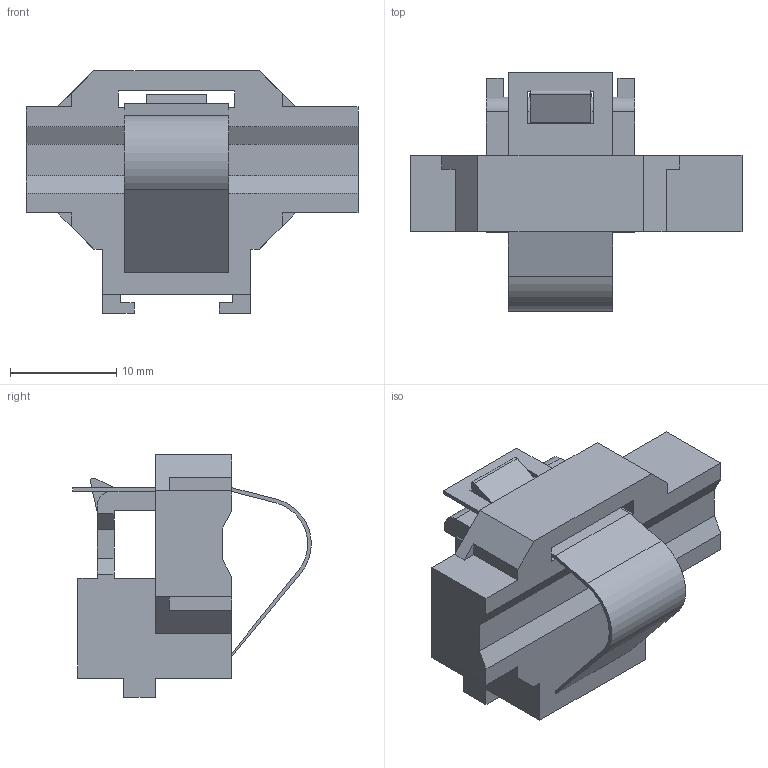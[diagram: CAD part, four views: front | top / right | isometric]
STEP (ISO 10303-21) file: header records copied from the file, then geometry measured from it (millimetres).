
FILE_DESCRIPTION(/* description */ ('Alibre Inc.'),/* implementation_level */ '2;1');
FILE_NAME(/* name */ 'export-E0B54DFD-70B5-40F8-8C67-FE8DDF4CC44B',/* time_stamp */ '2020-08-13T18:14:01+02:00',/* author */ (''),/* organization */ (''),/* preprocessor_version */ 'ST-DEVELOPER v17',/* originating_system */ 'Alibre',/* authorisation */ '');
FILE_SCHEMA (('AUTOMOTIVE_DESIGN'));
Length unit declared in the file: millimetre
Products named in the file (1): _W0950001103-8
Bounding box: 31.3 x 22.5 x 22.85 mm (x, y, z)
Volume: 3541.6 mm3; surface area: 3548.8 mm2
Topology: 1 solids, 1 shells, 103 faces, 305 edges, 201 vertices
Faces by surface type: plane 96, cylinder 6, torus 1
Full cylindrical faces by diameter (mm): 5.8 x1
Entity records: 3659 total; most frequent: CARTESIAN_POINT 837, ORIENTED_EDGE 610, DIRECTION 428, EDGE_CURVE 305, VECTOR 283, LINE 283, VERTEX_POINT 201, AXIS2_PLACEMENT_3D 121
